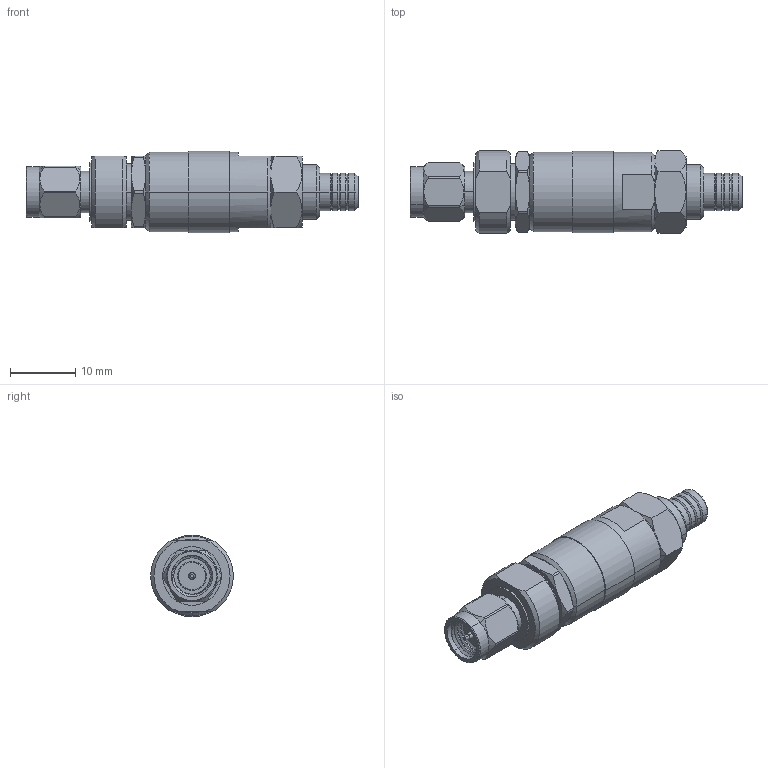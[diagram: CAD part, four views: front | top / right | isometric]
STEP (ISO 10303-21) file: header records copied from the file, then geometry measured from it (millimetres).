
FILE_DESCRIPTION (( 'STEP AP214' ), '1' );
FILE_NAME ('SMP8283_3D.step', '2023-03-15T16:38:14', ( '' ), ( '' ), 'SwSTEP 2.0', 'SolidWorks 2022', '' );
FILE_SCHEMA (( 'AUTOMOTIVE_DESIGN' ));
Length unit declared in the file: inch
Products named in the file (1): SMP8283_3D
Bounding box: 51 x 12.7 x 12.55 mm (x, y, z)
Volume: 4207.8 mm3; surface area: 2619.5 mm2
Topology: 1 solids, 3 shells, 202 faces, 464 edges, 284 vertices
Faces by surface type: cylinder 74, cone 63, plane 48, sphere 12, bspline 5
Entity records: 7172 total; most frequent: CARTESIAN_POINT 2591, DIRECTION 996, ORIENTED_EDGE 928, EDGE_CURVE 464, AXIS2_PLACEMENT_3D 422, VERTEX_POINT 284, CIRCLE 224, EDGE_LOOP 222
